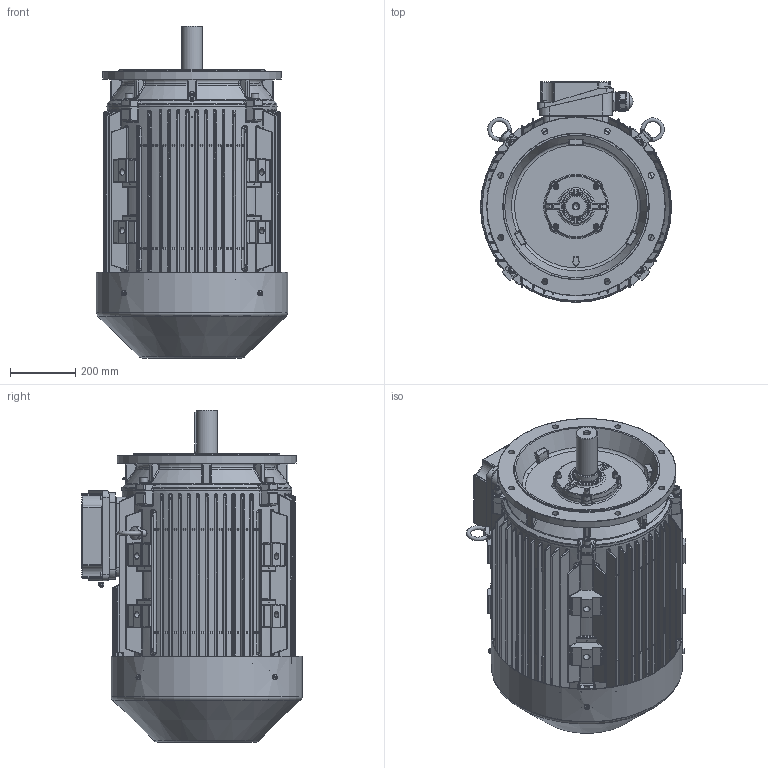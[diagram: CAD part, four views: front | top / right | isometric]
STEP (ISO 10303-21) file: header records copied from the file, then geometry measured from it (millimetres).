
FILE_DESCRIPTION(/* description */ (''),/* implementation_level */ '2;1');
FILE_NAME(/* name */ '662341701_AB-DIS GORUNUS QHG280-2 B5 KI.stp',/* time_stamp */ '2023-09-05T10:31:03+03:00',/* author */ (''),/* organization */ (''),/* preprocessor_version */ 'ST-DEVELOPER v18.102',/* originating_system */ 'SIEMENS PLM Software NX2206.8101',/* authorisation */ '');
FILE_SCHEMA (('AUTOMOTIVE_DESIGN { 1 0 10303 214 3 1 1 1 }'));
Products named in the file (1): AB_objects
Bounding box: 588 x 678.21 x 1021.04 mm (x, y, z)
Surface area: 4476636 mm2 (no closed solid volume)
Topology: 0 solids, 96 shells, 3623 faces, 13508 edges, 9490 vertices
Faces by surface type: plane 1449, cylinder 973, bspline 669, torus 352, cone 124, sphere 56
Full cylindrical faces by diameter (mm): 4.5 x2, 8 x1, 10 x5, 14.75 x8, 15.73 x4, 16 x10, 18 x1, 18.5 x16, 20 x2, 21 x1, 23.67 x4, 40 x2, 51.001 x1, 52.3 x10, 58 x2, 65 x1, 70 x1, 80 x1, 90 x1, 450 x1, 520 x2, 550 x1, 585 x1, 588 x1
Entity records: 185612 total; most frequent: CARTESIAN_POINT 65920, DIRECTION 19925, ORIENTED_EDGE 19413, EDGE_CURVE 13225, VERTEX_POINT 9411, AXIS2_PLACEMENT_3D 6839, LINE 6247, VECTOR 6247
